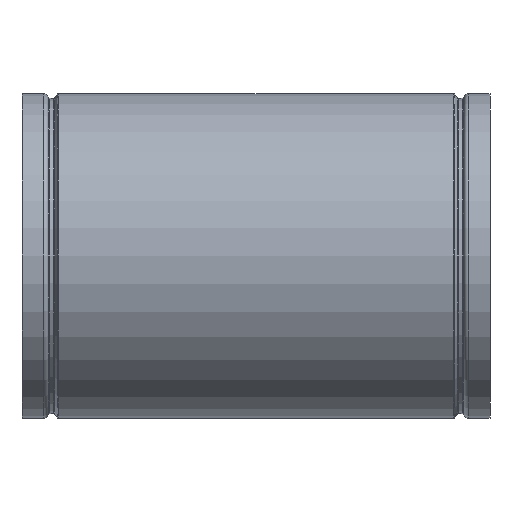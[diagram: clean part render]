
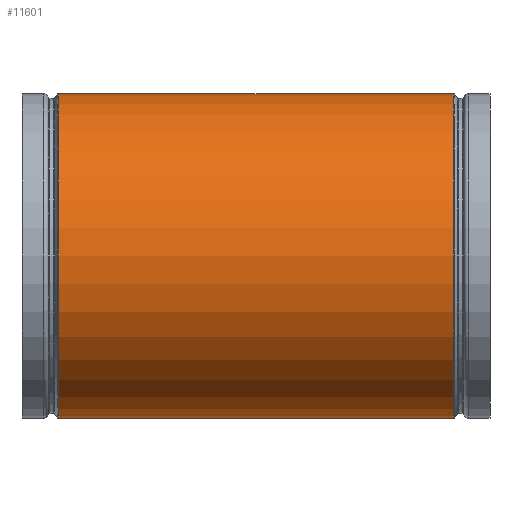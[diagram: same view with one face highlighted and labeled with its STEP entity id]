
A CAD part, front view. The second image highlights one B-rep face of the part: STEP entity #11601.
In plain terms, the highlighted cylindrical face has radius 136.525 mm (diameter 273.05 mm), a full revolution.
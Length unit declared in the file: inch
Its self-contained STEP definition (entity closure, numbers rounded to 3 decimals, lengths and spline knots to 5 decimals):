
#24 = DIRECTION ( 'NONE',  ( 1., 0., 0. ) ) ;
#180 = EDGE_CURVE ( 'NONE', #22560, #22560, #27225, .T. ) ;
#219 = CARTESIAN_POINT ( 'NONE',  ( -0.4114, 0.40205, 5.375 ) ) ;
#1973 = CARTESIAN_POINT ( 'NONE',  ( -5.05807, 4.94312, -2.228 ) ) ;
#2324 = ORIENTED_EDGE ( 'NONE', *, *, #7005, .F. ) ;
#2552 = AXIS2_PLACEMENT_3D ( 'NONE', #12731, #24, #7396 ) ;
#3741 = VERTEX_POINT ( 'NONE', #9169 ) ;
#3869 = CYLINDRICAL_SURFACE ( 'NONE', #2552, 5.375 ) ;
#4435 = CARTESIAN_POINT ( 'NONE',  ( 0., 0., -5.375 ) ) ;
#5470 = FACE_OUTER_BOUND ( 'NONE', #19573, .T. ) ;
#5488 = CARTESIAN_POINT ( 'NONE',  ( 5.38203, 5.25971, -1.20049 ) ) ;
#6039 = B_SPLINE_CURVE_WITH_KNOTS ( 'NONE', 3,
 ( #31133, #9767, #23731, #26329, #11146, #28899, #21011, #20905, #13536, #5488, #26431, #18470, #31468, #16091, #23616, #8198, #31576 ),
 .UNSPECIFIED., .F., .F.,
 ( 4, 1, 1, 1, 1, 1, 1, 1, 1, 1, 1, 1, 1, 1, 4 ),
 ( 0., 0.07143, 0.14286, 0.21429, 0.28571, 0.38095, 0.42857, 0.52381, 0.57143, 0.61905, 0.71429, 0.7619, 0.85714, 0.92857, 1. ),
 .UNSPECIFIED. ) ;
#6998 = AXIS2_PLACEMENT_3D ( 'NONE', #23173, #17911, #22833 ) ;
#7005 = EDGE_CURVE ( 'NONE', #9309, #3741, #8005, .T. ) ;
#7125 = CARTESIAN_POINT ( 'NONE',  ( -5.38203, 5.25971, -1.20049 ) ) ;
#7396 = DIRECTION ( 'NONE',  ( 0., -1., 0. ) ) ;
#7457 = EDGE_CURVE ( 'NONE', #32179, #32179, #8452, .T. ) ;
#8005 = B_SPLINE_CURVE_WITH_KNOTS ( 'NONE', 3,
 ( #4435, #24690, #27630, #30178, #14813, #17384, #1973, #7125, #26108, #31025, #32590, #12516, #8103, #24525, #15822, #219, #14879 ),
 .UNSPECIFIED., .F., .F.,
 ( 4, 1, 1, 1, 1, 1, 1, 1, 1, 1, 1, 1, 1, 1, 4 ),
 ( 0., 0.07143, 0.14286, 0.2381, 0.28571, 0.38095, 0.42857, 0.47619, 0.57143, 0.61905, 0.71429, 0.78571, 0.85714, 0.92857, 1. ),
 .UNSPECIFIED. ) ;
#8103 = CARTESIAN_POINT ( 'NONE',  ( -3.458, 3.37941, 4.23772 ) ) ;
#8198 = CARTESIAN_POINT ( 'NONE',  ( 0.4114, 0.40205, -5.375 ) ) ;
#8452 = CIRCLE ( 'NONE', #6998, 5.375 ) ;
#8818 = AXIS2_PLACEMENT_3D ( 'NONE', #11009, #23816, #28991 ) ;
#9169 = CARTESIAN_POINT ( 'NONE',  ( 0., 0., 5.375 ) ) ;
#9309 = VERTEX_POINT ( 'NONE', #32306 ) ;
#9424 = ORIENTED_EDGE ( 'NONE', *, *, #7457, .F. ) ;
#9502 = EDGE_LOOP ( 'NONE', ( #2324, #28072 ) ) ;
#9509 = FACE_BOUND ( 'NONE', #9502, .T. ) ;
#9767 = CARTESIAN_POINT ( 'NONE',  ( 0.4114, 0.40205, 5.375 ) ) ;
#11009 = CARTESIAN_POINT ( 'NONE',  ( 6.53523, 0., 0. ) ) ;
#11146 = CARTESIAN_POINT ( 'NONE',  ( 3.458, 3.37941, 4.23772 ) ) ;
#11601 = ADVANCED_FACE ( 'NONE', ( #23222, #9509, #5470 ), #3869, .T. ) ;
#12516 = CARTESIAN_POINT ( 'NONE',  ( -4.43414, 4.33336, 3.28425 ) ) ;
#12731 = CARTESIAN_POINT ( 'NONE',  ( -3.28323, 0., 0. ) ) ;
#13536 = CARTESIAN_POINT ( 'NONE',  ( 5.54634, 5.42029, -0.13738 ) ) ;
#14813 = CARTESIAN_POINT ( 'NONE',  ( -3.56792, 3.48683, -4.15205 ) ) ;
#14879 = CARTESIAN_POINT ( 'NONE',  ( 0., 0., 5.375 ) ) ;
#15723 = EDGE_LOOP ( 'NONE', ( #29138 ) ) ;
#15822 = CARTESIAN_POINT ( 'NONE',  ( -1.23415, 1.2061, 5.28441 ) ) ;
#16091 = CARTESIAN_POINT ( 'NONE',  ( 2.53692, 2.47926, -4.8392 ) ) ;
#17384 = CARTESIAN_POINT ( 'NONE',  ( -4.50335, 4.401, -3.16679 ) ) ;
#17911 = DIRECTION ( 'NONE',  ( -1., 0., 0. ) ) ;
#18470 = CARTESIAN_POINT ( 'NONE',  ( 4.50335, 4.401, -3.16679 ) ) ;
#19573 = EDGE_LOOP ( 'NONE', ( #9424 ) ) ;
#19640 = EDGE_CURVE ( 'NONE', #3741, #9309, #6039, .T. ) ;
#20905 = CARTESIAN_POINT ( 'NONE',  ( 5.46334, 5.33918, 0.94366 ) ) ;
#21011 = CARTESIAN_POINT ( 'NONE',  ( 5.058, 4.94304, 2.22799 ) ) ;
#22560 = VERTEX_POINT ( 'NONE', #31634 ) ;
#22833 = DIRECTION ( 'NONE',  ( 0., 1., 0. ) ) ;
#23173 = CARTESIAN_POINT ( 'NONE',  ( -6.53523, 0., 0. ) ) ;
#23222 = FACE_OUTER_BOUND ( 'NONE', #15723, .T. ) ;
#23616 = CARTESIAN_POINT ( 'NONE',  ( 1.23408, 1.20604, -5.28431 ) ) ;
#23731 = CARTESIAN_POINT ( 'NONE',  ( 1.23415, 1.2061, 5.28441 ) ) ;
#23816 = DIRECTION ( 'NONE',  ( 1., 0., 0. ) ) ;
#24525 = CARTESIAN_POINT ( 'NONE',  ( -2.40654, 2.35184, 4.88356 ) ) ;
#24690 = CARTESIAN_POINT ( 'NONE',  ( -0.4114, 0.40205, -5.375 ) ) ;
#26108 = CARTESIAN_POINT ( 'NONE',  ( -5.54634, 5.42029, -0.13738 ) ) ;
#26329 = CARTESIAN_POINT ( 'NONE',  ( 2.40654, 2.35184, 4.88356 ) ) ;
#26431 = CARTESIAN_POINT ( 'NONE',  ( 5.05807, 4.94312, -2.228 ) ) ;
#26920 = CARTESIAN_POINT ( 'NONE',  ( -6.53523, 5.375, 0. ) ) ;
#27225 = CIRCLE ( 'NONE', #8818, 5.375 ) ;
#27630 = CARTESIAN_POINT ( 'NONE',  ( -1.23408, 1.20604, -5.28431 ) ) ;
#28072 = ORIENTED_EDGE ( 'NONE', *, *, #19640, .F. ) ;
#28899 = CARTESIAN_POINT ( 'NONE',  ( 4.43414, 4.33336, 3.28425 ) ) ;
#28991 = DIRECTION ( 'NONE',  ( 0., -1., 0. ) ) ;
#29138 = ORIENTED_EDGE ( 'NONE', *, *, #180, .F. ) ;
#30178 = CARTESIAN_POINT ( 'NONE',  ( -2.53692, 2.47926, -4.8392 ) ) ;
#31025 = CARTESIAN_POINT ( 'NONE',  ( -5.46334, 5.33918, 0.94366 ) ) ;
#31133 = CARTESIAN_POINT ( 'NONE',  ( 0., 0., 5.375 ) ) ;
#31468 = CARTESIAN_POINT ( 'NONE',  ( 3.56792, 3.48683, -4.15205 ) ) ;
#31576 = CARTESIAN_POINT ( 'NONE',  ( 0., 0., -5.375 ) ) ;
#31634 = CARTESIAN_POINT ( 'NONE',  ( 6.53523, -5.375, 0. ) ) ;
#32179 = VERTEX_POINT ( 'NONE', #26920 ) ;
#32306 = CARTESIAN_POINT ( 'NONE',  ( 0., 0., -5.375 ) ) ;
#32590 = CARTESIAN_POINT ( 'NONE',  ( -5.058, 4.94304, 2.22799 ) ) ;
